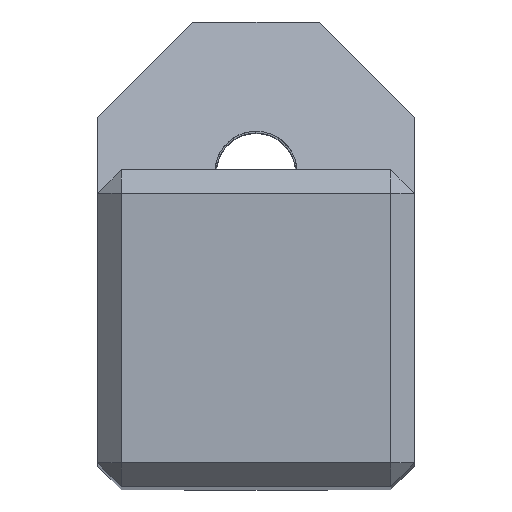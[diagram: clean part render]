
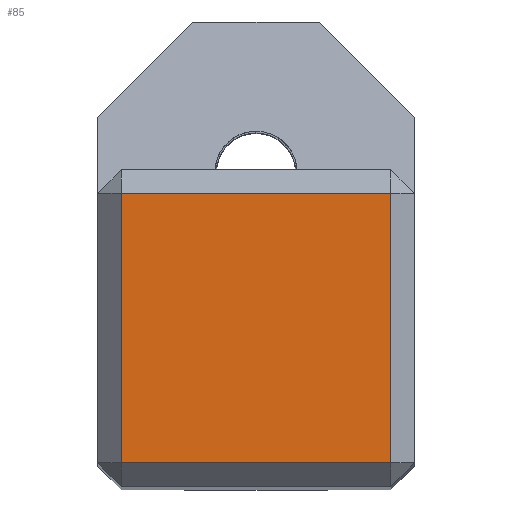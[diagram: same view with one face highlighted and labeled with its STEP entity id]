
A CAD part, top view. The second image highlights one B-rep face of the part: STEP entity #85.
In plain terms, the highlighted planar face has unit normal (0, 0, 1).
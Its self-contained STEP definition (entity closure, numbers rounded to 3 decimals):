
#47=PLANE('',#775);
#85=ADVANCED_FACE('',(#124),#47,.T.);
#124=FACE_OUTER_BOUND('',#164,.T.);
#164=EDGE_LOOP('',(#455,#456,#457,#458));
#252=LINE('',#1249,#331);
#253=LINE('',#1252,#332);
#254=LINE('',#1254,#333);
#255=LINE('',#1256,#334);
#331=VECTOR('',#907,1.);
#332=VECTOR('',#908,1.);
#333=VECTOR('',#909,1.);
#334=VECTOR('',#910,1.);
#455=ORIENTED_EDGE('',*,*,#696,.T.);
#456=ORIENTED_EDGE('',*,*,#697,.T.);
#457=ORIENTED_EDGE('',*,*,#698,.T.);
#458=ORIENTED_EDGE('',*,*,#699,.T.);
#614=VERTEX_POINT('',#1250);
#615=VERTEX_POINT('',#1251);
#616=VERTEX_POINT('',#1253);
#617=VERTEX_POINT('',#1255);
#696=EDGE_CURVE('',#614,#615,#252,.T.);
#697=EDGE_CURVE('',#615,#616,#253,.T.);
#698=EDGE_CURVE('',#616,#617,#254,.T.);
#699=EDGE_CURVE('',#617,#614,#255,.T.);
#775=AXIS2_PLACEMENT_3D('',#1257,#911,#912);
#907=DIRECTION('',(1.,0.,0.));
#908=DIRECTION('',(0.,1.,0.));
#909=DIRECTION('',(-1.,0.,0.));
#910=DIRECTION('',(0.,-1.,0.));
#911=DIRECTION('',(0.,0.,1.));
#912=DIRECTION('',(-1.,0.,0.));
#1249=CARTESIAN_POINT('',(0.,1.5,0.));
#1250=CARTESIAN_POINT('',(-18.5,1.5,0.));
#1251=CARTESIAN_POINT('',(-1.5,1.5,0.));
#1252=CARTESIAN_POINT('',(-1.5,0.,0.));
#1253=CARTESIAN_POINT('',(-1.5,18.5,0.));
#1254=CARTESIAN_POINT('',(0.,18.5,0.));
#1255=CARTESIAN_POINT('',(-18.5,18.5,0.));
#1256=CARTESIAN_POINT('',(-18.5,0.,0.));
#1257=CARTESIAN_POINT('',(0.,0.,0.));
